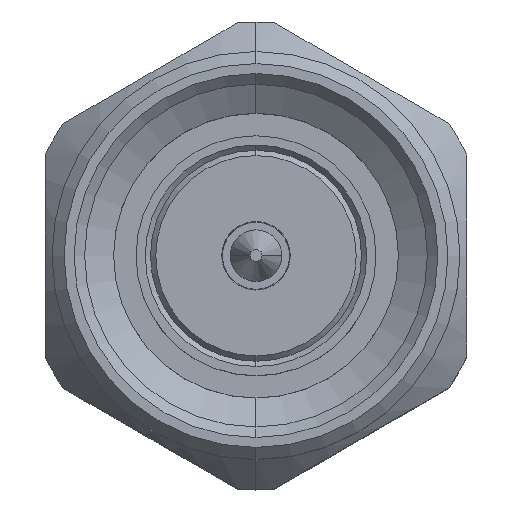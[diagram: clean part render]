
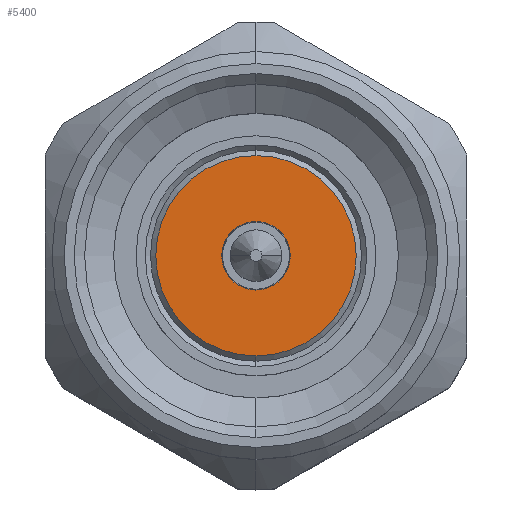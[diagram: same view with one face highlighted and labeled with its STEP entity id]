
A CAD part, top view. The second image highlights one B-rep face of the part: STEP entity #5400.
In plain terms, the highlighted face is planar.
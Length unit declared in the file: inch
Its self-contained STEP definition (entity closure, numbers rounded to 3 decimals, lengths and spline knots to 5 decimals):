
#649 = DIRECTION ( 'NONE',  ( -1., 0., 0. ) ) ;
#834 = PLANE ( 'NONE',  #11985 ) ;
#1260 = AXIS2_PLACEMENT_3D ( 'NONE', #3702, #10733, #7707 ) ;
#1636 = EDGE_CURVE ( 'NONE', #11361, #1720, #8556, .T. ) ;
#1693 = ORIENTED_EDGE ( 'NONE', *, *, #10027, .T. ) ;
#1720 = VERTEX_POINT ( 'NONE', #7585 ) ;
#1823 = CARTESIAN_POINT ( 'NONE',  ( -0.11417, 0.0748, 0. ) ) ;
#1852 = EDGE_CURVE ( 'NONE', #1720, #11361, #6273, .T. ) ;
#1892 = FACE_BOUND ( 'NONE', #5204, .T. ) ;
#2815 = CIRCLE ( 'NONE', #4288, 0.02559 ) ;
#3046 = EDGE_CURVE ( 'NONE', #12599, #3636, #11962, .T. ) ;
#3636 = VERTEX_POINT ( 'NONE', #5632 ) ;
#3702 = CARTESIAN_POINT ( 'NONE',  ( -0.11417, 0., 0. ) ) ;
#4175 = AXIS2_PLACEMENT_3D ( 'NONE', #8599, #6570, #5698 ) ;
#4288 = AXIS2_PLACEMENT_3D ( 'NONE', #7724, #12607, #7593 ) ;
#4590 = DIRECTION ( 'NONE',  ( 0., 0., 1. ) ) ;
#5204 = EDGE_LOOP ( 'NONE', ( #1693, #10362 ) ) ;
#5400 = ADVANCED_FACE ( 'NONE', ( #5688, #1892 ), #834, .F. ) ;
#5632 = CARTESIAN_POINT ( 'NONE',  ( -0.11417, 0., 0.02559 ) ) ;
#5688 = FACE_OUTER_BOUND ( 'NONE', #7983, .T. ) ;
#5698 = DIRECTION ( 'NONE',  ( 0., 0., 1. ) ) ;
#6261 = AXIS2_PLACEMENT_3D ( 'NONE', #10491, #10425, #11423 ) ;
#6273 = CIRCLE ( 'NONE', #4175, 0.0748 ) ;
#6570 = DIRECTION ( 'NONE',  ( -1., 0., 0. ) ) ;
#7585 = CARTESIAN_POINT ( 'NONE',  ( -0.11417, 0., 0.0748 ) ) ;
#7593 = DIRECTION ( 'NONE',  ( 0., 0., 1. ) ) ;
#7707 = DIRECTION ( 'NONE',  ( 0., 0., 1. ) ) ;
#7724 = CARTESIAN_POINT ( 'NONE',  ( -0.11417, 0., 0. ) ) ;
#7983 = EDGE_LOOP ( 'NONE', ( #8429, #12190 ) ) ;
#8429 = ORIENTED_EDGE ( 'NONE', *, *, #1852, .F. ) ;
#8556 = CIRCLE ( 'NONE', #6261, 0.0748 ) ;
#8599 = CARTESIAN_POINT ( 'NONE',  ( -0.11417, 0., 0. ) ) ;
#9176 = CARTESIAN_POINT ( 'NONE',  ( -0.11417, 0., -0.0748 ) ) ;
#10027 = EDGE_CURVE ( 'NONE', #3636, #12599, #2815, .T. ) ;
#10362 = ORIENTED_EDGE ( 'NONE', *, *, #3046, .T. ) ;
#10425 = DIRECTION ( 'NONE',  ( -1., 0., 0. ) ) ;
#10491 = CARTESIAN_POINT ( 'NONE',  ( -0.11417, 0., 0. ) ) ;
#10733 = DIRECTION ( 'NONE',  ( -1., 0., 0. ) ) ;
#11361 = VERTEX_POINT ( 'NONE', #9176 ) ;
#11423 = DIRECTION ( 'NONE',  ( 0., 0., 1. ) ) ;
#11962 = CIRCLE ( 'NONE', #1260, 0.02559 ) ;
#11985 = AXIS2_PLACEMENT_3D ( 'NONE', #1823, #649, #4590 ) ;
#12190 = ORIENTED_EDGE ( 'NONE', *, *, #1636, .F. ) ;
#12576 = CARTESIAN_POINT ( 'NONE',  ( -0.11417, 0., -0.02559 ) ) ;
#12599 = VERTEX_POINT ( 'NONE', #12576 ) ;
#12607 = DIRECTION ( 'NONE',  ( -1., 0., 0. ) ) ;
